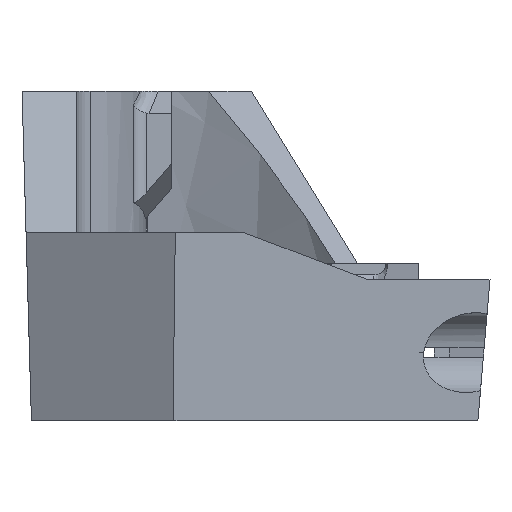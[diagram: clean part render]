
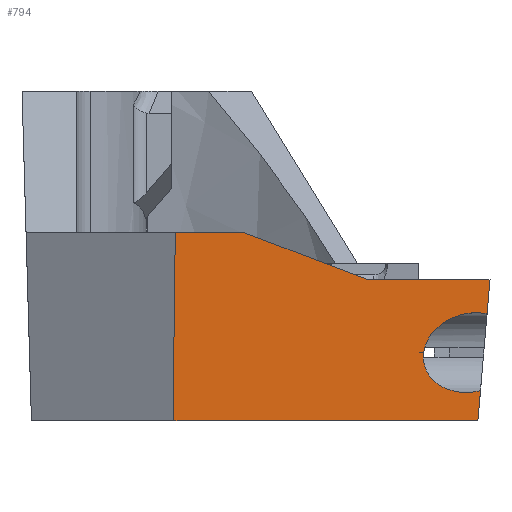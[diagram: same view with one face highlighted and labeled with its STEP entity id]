
A CAD part, left-side view. The second image highlights one B-rep face of the part: STEP entity #794.
In plain terms, the highlighted planar face has unit normal (-0.764, -0.64, -0.085).
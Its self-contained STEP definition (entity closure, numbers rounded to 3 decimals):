
#216 = ORIENTED_EDGE ( 'NONE', *, *, #4596, .T. ) ;
#336 = EDGE_CURVE ( 'NONE', #6104, #1377, #2501, .T. ) ;
#605 = VECTOR ( 'NONE', #8302, 1000. ) ;
#659 = EDGE_CURVE ( 'NONE', #3839, #5610, #1039, .T. ) ;
#686 = ORIENTED_EDGE ( 'NONE', *, *, #4837, .F. ) ;
#794 = ADVANCED_FACE ( 'NONE', ( #4281 ), #10919, .T. ) ;
#880 = VECTOR ( 'NONE', #4206, 1000. ) ;
#1039 =( BOUNDED_CURVE ( )  B_SPLINE_CURVE ( 3, ( #3449, #9312, #9273, #3492 ),
 .UNSPECIFIED., .F., .F. ) 
 B_SPLINE_CURVE_WITH_KNOTS ( ( 4, 4 ),
 ( 6.172, 8.043 ),
 .UNSPECIFIED. ) 
 CURVE ( )  GEOMETRIC_REPRESENTATION_ITEM ( )  RATIONAL_B_SPLINE_CURVE ( ( 1., 0.729, 0.729, 1. ) ) 
 REPRESENTATION_ITEM ( '' )  );
#1259 = CARTESIAN_POINT ( 'NONE',  ( -23.741, -46.523, 0.191 ) ) ;
#1377 = VERTEX_POINT ( 'NONE', #10210 ) ;
#1379 = LINE ( 'NONE', #7457, #5571 ) ;
#1678 = AXIS2_PLACEMENT_3D ( 'NONE', #7018, #4079, #10961 ) ;
#1844 = CARTESIAN_POINT ( 'NONE',  ( -24.241, -47.594, 12.678 ) ) ;
#2064 = CARTESIAN_POINT ( 'NONE',  ( -52.766, -14.097, 17. ) ) ;
#2072 = VECTOR ( 'NONE', #3673, 1000. ) ;
#2268 = VERTEX_POINT ( 'NONE', #9697 ) ;
#2501 = LINE ( 'NONE', #1844, #2072 ) ;
#2636 = CARTESIAN_POINT ( 'NONE',  ( -46.676, -21.373, 17. ) ) ;
#2841 = LINE ( 'NONE', #5973, #880 ) ;
#3004 = LINE ( 'NONE', #11733, #5091 ) ;
#3092 = EDGE_CURVE ( 'NONE', #5140, #9218, #8344, .T. ) ;
#3150 = ORIENTED_EDGE ( 'NONE', *, *, #11438, .F. ) ;
#3166 = CARTESIAN_POINT ( 'NONE',  ( -50.734, -13.854, -3. ) ) ;
#3449 = CARTESIAN_POINT ( 'NONE',  ( -29.25, -40.485, 4.25 ) ) ;
#3492 = CARTESIAN_POINT ( 'NONE',  ( -23.741, -46.523, 0.191 ) ) ;
#3673 = DIRECTION ( 'NONE',  ( 0.04, 0.085, -0.996 ) ) ;
#3839 = VERTEX_POINT ( 'NONE', #5016 ) ;
#4079 = DIRECTION ( 'NONE',  ( -0.764, -0.64, -0.085 ) ) ;
#4206 = DIRECTION ( 'NONE',  ( 0.04, 0.085, -0.996 ) ) ;
#4281 = FACE_OUTER_BOUND ( 'NONE', #7101, .T. ) ;
#4391 = CARTESIAN_POINT ( 'NONE',  ( -29.25, -40.879, 7.199 ) ) ;
#4483 = EDGE_CURVE ( 'NONE', #1377, #3839, #7040, .T. ) ;
#4596 = EDGE_CURVE ( 'NONE', #5140, #7180, #1379, .T. ) ;
#4837 = EDGE_CURVE ( 'NONE', #2268, #6104, #9517, .T. ) ;
#4862 = CARTESIAN_POINT ( 'NONE',  ( -50.855, -13.869, -1.804 ) ) ;
#4865 = ORIENTED_EDGE ( 'NONE', *, *, #3092, .F. ) ;
#5016 = CARTESIAN_POINT ( 'NONE',  ( -29.25, -40.485, 4.25 ) ) ;
#5091 = VECTOR ( 'NONE', #10735, 1000. ) ;
#5140 = VERTEX_POINT ( 'NONE', #3166 ) ;
#5571 = VECTOR ( 'NONE', #6660, 1000. ) ;
#5610 = VERTEX_POINT ( 'NONE', #1259 ) ;
#5973 = CARTESIAN_POINT ( 'NONE',  ( -24.241, -47.594, 12.678 ) ) ;
#6104 = VERTEX_POINT ( 'NONE', #9376 ) ;
#6158 = ORIENTED_EDGE ( 'NONE', *, *, #6865, .F. ) ;
#6375 = CARTESIAN_POINT ( 'NONE',  ( -29.25, -40.485, 4.25 ) ) ;
#6442 = EDGE_CURVE ( 'NONE', #8806, #2268, #3004, .T. ) ;
#6660 = DIRECTION ( 'NONE',  ( 0.642, -0.767, 0. ) ) ;
#6772 = DIRECTION ( 'NONE',  ( 0.642, -0.767, 0. ) ) ;
#6798 = DIRECTION ( 'NONE',  ( -0.101, -0.012, 0.995 ) ) ;
#6865 = EDGE_CURVE ( 'NONE', #5610, #7180, #2841, .T. ) ;
#7018 = CARTESIAN_POINT ( 'NONE',  ( -23.614, -46.25, -3. ) ) ;
#7028 = ORIENTED_EDGE ( 'NONE', *, *, #336, .F. ) ;
#7040 =( BOUNDED_CURVE ( )  B_SPLINE_CURVE ( 3, ( #12185, #8368, #4391, #6375 ),
 .UNSPECIFIED., .F., .F. ) 
 B_SPLINE_CURVE_WITH_KNOTS ( ( 4, 4 ),
 ( 4.38, 6.172 ),
 .UNSPECIFIED. ) 
 CURVE ( )  GEOMETRIC_REPRESENTATION_ITEM ( )  RATIONAL_B_SPLINE_CURVE ( ( 1., 0.75, 0.75, 1. ) ) 
 REPRESENTATION_ITEM ( '' )  );
#7101 = EDGE_LOOP ( 'NONE', ( #7028, #686, #11629, #3150, #4865, #216, #6158, #12144, #10240 ) ) ;
#7180 = VERTEX_POINT ( 'NONE', #11746 ) ;
#7206 = VECTOR ( 'NONE', #6772, 1000. ) ;
#7457 = CARTESIAN_POINT ( 'NONE',  ( -36.648, -30.68, -3. ) ) ;
#8302 = DIRECTION ( 'NONE',  ( 0.642, -0.767, 0. ) ) ;
#8344 = LINE ( 'NONE', #4862, #8644 ) ;
#8368 = CARTESIAN_POINT ( 'NONE',  ( -26.948, -43.876, 9.042 ) ) ;
#8584 = LINE ( 'NONE', #10723, #7206 ) ;
#8644 = VECTOR ( 'NONE', #6798, 1000. ) ;
#8806 = VERTEX_POINT ( 'NONE', #2636 ) ;
#9218 = VERTEX_POINT ( 'NONE', #2064 ) ;
#9273 = CARTESIAN_POINT ( 'NONE',  ( -26.731, -42.829, -0.736 ) ) ;
#9312 = CARTESIAN_POINT ( 'NONE',  ( -29.25, -40.067, 1.12 ) ) ;
#9376 = CARTESIAN_POINT ( 'NONE',  ( -24.214, -47.536, 12. ) ) ;
#9517 = LINE ( 'NONE', #9623, #605 ) ;
#9623 = CARTESIAN_POINT ( 'NONE',  ( -35.113, -34.516, 12. ) ) ;
#9697 = CARTESIAN_POINT ( 'NONE',  ( -35.113, -34.516, 12. ) ) ;
#10210 = CARTESIAN_POINT ( 'NONE',  ( -24.07, -47.227, 8.397 ) ) ;
#10240 = ORIENTED_EDGE ( 'NONE', *, *, #4483, .F. ) ;
#10723 = CARTESIAN_POINT ( 'NONE',  ( -52.048, -14.955, 17. ) ) ;
#10735 = DIRECTION ( 'NONE',  ( 0.635, -0.722, -0.275 ) ) ;
#10919 = PLANE ( 'NONE',  #1678 ) ;
#10961 = DIRECTION ( 'NONE',  ( -0.642, 0.767, 0. ) ) ;
#11438 = EDGE_CURVE ( 'NONE', #9218, #8806, #8584, .T. ) ;
#11629 = ORIENTED_EDGE ( 'NONE', *, *, #6442, .F. ) ;
#11733 = CARTESIAN_POINT ( 'NONE',  ( -48.049, -19.811, 17.594 ) ) ;
#11746 = CARTESIAN_POINT ( 'NONE',  ( -23.614, -46.25, -3. ) ) ;
#12144 = ORIENTED_EDGE ( 'NONE', *, *, #659, .F. ) ;
#12185 = CARTESIAN_POINT ( 'NONE',  ( -24.07, -47.227, 8.397 ) ) ;
